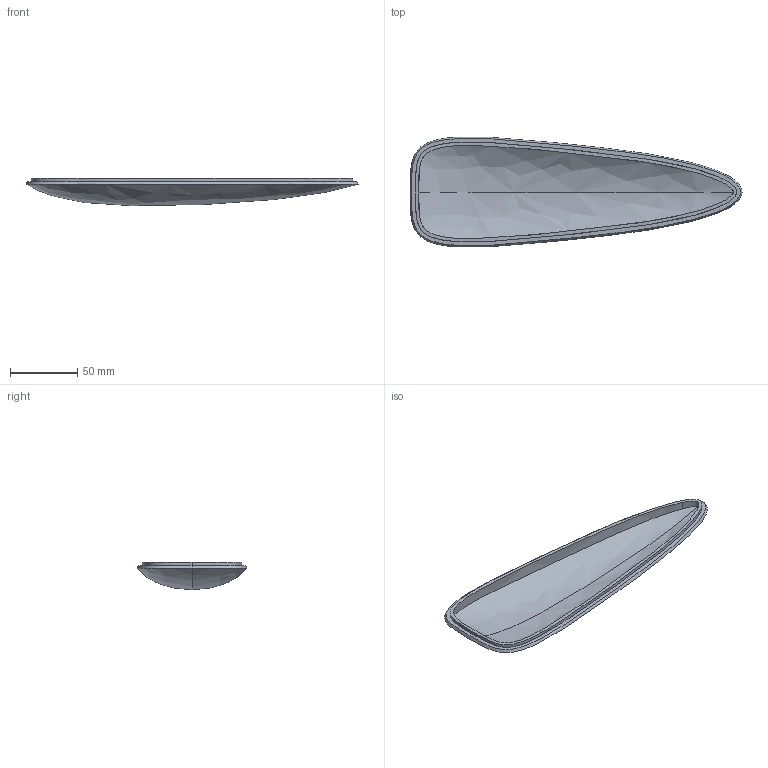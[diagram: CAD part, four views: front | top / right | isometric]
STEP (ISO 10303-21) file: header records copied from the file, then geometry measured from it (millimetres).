
FILE_DESCRIPTION(/* description */ (''),/* implementation_level */ '2;1');
FILE_NAME(/* name */ 'MH7_Hatch_RELEASED.stp',/* time_stamp */ '2021-04-15T11:34:24-07:00',/* author */ ('Steve'),/* organization */ (''),/* preprocessor_version */ 'ST-DEVELOPER v17.2',/* originating_system */ 'Autodesk Inventor 2019',/* authorisation */ '');
FILE_SCHEMA (('AUTOMOTIVE_DESIGN { 1 0 10303 214 3 1 1 }'));
Length unit declared in the file: millimetre
Products named in the file (1): MH7_Hatch_RELEASED
Bounding box: 246.79 x 81.38 x 20.31 mm (x, y, z)
Volume: 39730.1 mm3; surface area: 39794.1 mm2
Topology: 1 solids, 1 shells, 14 faces, 26 edges, 16 vertices
Faces by surface type: bspline 12, plane 2
Entity records: 5372 total; most frequent: CARTESIAN_POINT 5099, ORIENTED_EDGE 52, EDGE_CURVE 26, B_SPLINE_CURVE_WITH_KNOTS 18, EDGE_LOOP 16, VERTEX_POINT 16, STYLED_ITEM 15, FACE_OUTER_BOUND 14
